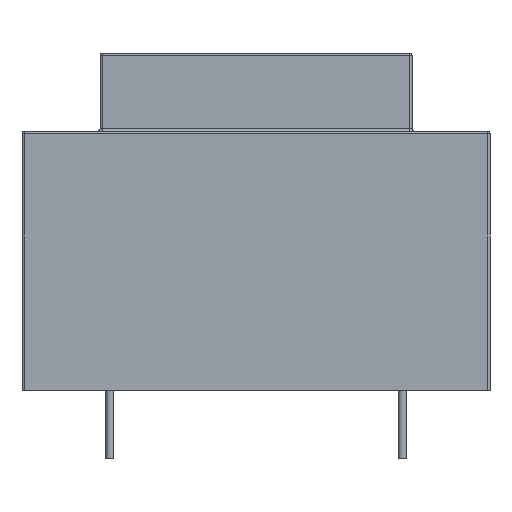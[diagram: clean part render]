
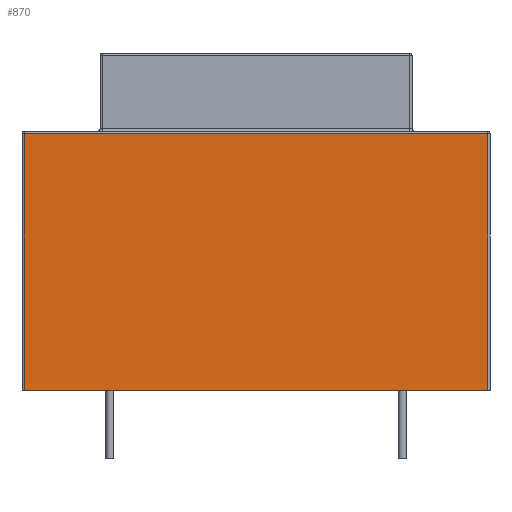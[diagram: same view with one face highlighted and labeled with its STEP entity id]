
A CAD part, front view. The second image highlights one B-rep face of the part: STEP entity #870.
In plain terms, the highlighted planar face has unit normal (0, -1, 0).
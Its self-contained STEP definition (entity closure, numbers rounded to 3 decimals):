
#36=PLANE('',#1000);
#98=LINE('',#1497,#160);
#100=LINE('',#1510,#162);
#102=LINE('',#1513,#164);
#106=LINE('',#1521,#168);
#160=VECTOR('',#1218,10.);
#162=VECTOR('',#1234,10.);
#164=VECTOR('',#1238,10.);
#168=VECTOR('',#1250,10.);
#254=FACE_OUTER_BOUND('',#321,.T.);
#321=EDGE_LOOP('',(#747,#748,#749,#750));
#445=VERTEX_POINT('',#1487);
#447=VERTEX_POINT('',#1493);
#450=VERTEX_POINT('',#1503);
#452=VERTEX_POINT('',#1508);
#546=EDGE_CURVE('',#445,#447,#98,.T.);
#552=EDGE_CURVE('',#452,#450,#100,.T.);
#554=EDGE_CURVE('',#450,#445,#102,.T.);
#558=EDGE_CURVE('',#452,#447,#106,.T.);
#747=ORIENTED_EDGE('',*,*,#546,.F.);
#748=ORIENTED_EDGE('',*,*,#554,.F.);
#749=ORIENTED_EDGE('',*,*,#552,.F.);
#750=ORIENTED_EDGE('',*,*,#558,.T.);
#870=ADVANCED_FACE('',(#254),#36,.T.);
#1000=AXIS2_PLACEMENT_3D('',#1520,#1248,#1249);
#1218=DIRECTION('',(0.,0.,-1.));
#1234=DIRECTION('',(0.,0.,1.));
#1238=DIRECTION('',(1.,0.,0.));
#1248=DIRECTION('center_axis',(0.,-1.,0.));
#1249=DIRECTION('ref_axis',(1.,0.,0.));
#1250=DIRECTION('',(1.,0.,0.));
#1487=CARTESIAN_POINT('',(23.75,-28.5,26.35));
#1493=CARTESIAN_POINT('',(23.75,-28.5,0.));
#1497=CARTESIAN_POINT('',(23.75,-28.5,0.));
#1503=CARTESIAN_POINT('',(-23.75,-28.5,26.35));
#1508=CARTESIAN_POINT('',(-23.75,-28.5,0.));
#1510=CARTESIAN_POINT('',(-23.75,-28.5,0.));
#1513=CARTESIAN_POINT('',(-12.,-28.5,26.35));
#1520=CARTESIAN_POINT('Origin',(-24.,-28.5,0.));
#1521=CARTESIAN_POINT('',(-24.,-28.5,0.));
